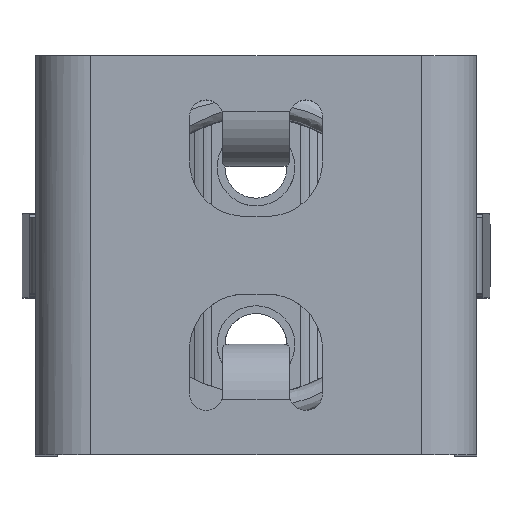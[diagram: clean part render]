
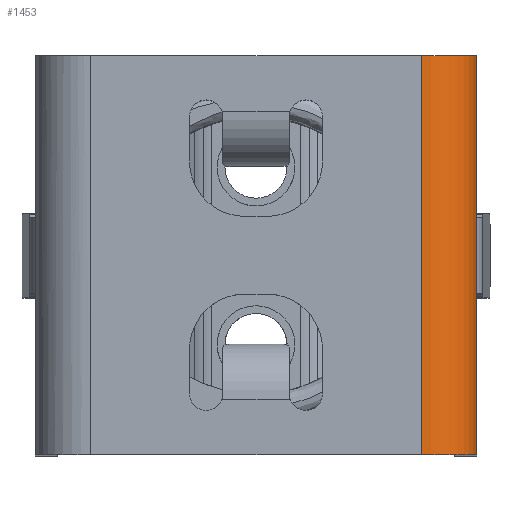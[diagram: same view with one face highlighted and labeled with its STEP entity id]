
A CAD part, top view. The second image highlights one B-rep face of the part: STEP entity #1453.
In plain terms, the highlighted cylindrical face has radius 2.5 mm (diameter 5 mm), a partial arc.
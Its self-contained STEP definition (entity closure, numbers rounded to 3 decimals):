
#1011=AXIS2_PLACEMENT_3D('Circle Axis2P3D',#1009,#1010,$) ;
#1433=AXIS2_PLACEMENT_3D('Cylinder Axis2P3D',#1430,#1431,#1432) ;
#1444=AXIS2_PLACEMENT_3D('Circle Axis2P3D',#1442,#1443,$) ;
#41=CARTESIAN_POINT('Vertex',(20.5,18.,39.12)) ;
#252=CARTESIAN_POINT('Line Origine',(20.5,9.,39.12)) ;
#256=CARTESIAN_POINT('Vertex',(20.5,0.,39.12)) ;
#1006=CARTESIAN_POINT('Vertex',(18.,18.,41.62)) ;
#1009=CARTESIAN_POINT('Axis2P3D Location',(18.,18.,39.12)) ;
#1430=CARTESIAN_POINT('Axis2P3D Location',(18.,9.,39.12)) ;
#1435=CARTESIAN_POINT('Line Origine',(18.,9.,41.62)) ;
#1439=CARTESIAN_POINT('Vertex',(18.,0.,41.62)) ;
#1442=CARTESIAN_POINT('Axis2P3D Location',(18.,0.,39.12)) ;
#253=DIRECTION('Vector Direction',(0.,-1.,0.)) ;
#1010=DIRECTION('Axis2P3D Direction',(0.,-1.,0.)) ;
#1431=DIRECTION('Axis2P3D Direction',(0.,-1.,0.)) ;
#1432=DIRECTION('Axis2P3D XDirection',(1.,0.,0.)) ;
#1436=DIRECTION('Vector Direction',(0.,-1.,0.)) ;
#1443=DIRECTION('Axis2P3D Direction',(0.,-1.,0.)) ;
#254=VECTOR('Line Direction',#253,1.) ;
#1437=VECTOR('Line Direction',#1436,1.) ;
#1448=ORIENTED_EDGE('',*,*,#1441,.T.) ;
#1449=ORIENTED_EDGE('',*,*,#1446,.F.) ;
#1450=ORIENTED_EDGE('',*,*,#258,.T.) ;
#1451=ORIENTED_EDGE('',*,*,#1013,.T.) ;
#1453=ADVANCED_FACE('V1.1',(#1452),#1434,.T.) ;
#1012=CIRCLE('generated circle',#1011,2.5) ;
#1445=CIRCLE('generated circle',#1444,2.5) ;
#1434=CYLINDRICAL_SURFACE('generated cylinder',#1433,2.5) ;
#258=EDGE_CURVE('',#257,#42,#255,.F.) ;
#1013=EDGE_CURVE('',#42,#1007,#1012,.T.) ;
#1441=EDGE_CURVE('',#1007,#1440,#1438,.T.) ;
#1446=EDGE_CURVE('',#257,#1440,#1445,.T.) ;
#1447=EDGE_LOOP('',(#1448,#1449,#1450,#1451)) ;
#1452=FACE_OUTER_BOUND('',#1447,.T.) ;
#255=LINE('Line',#252,#254) ;
#1438=LINE('Line',#1435,#1437) ;
#42=VERTEX_POINT('',#41) ;
#257=VERTEX_POINT('',#256) ;
#1007=VERTEX_POINT('',#1006) ;
#1440=VERTEX_POINT('',#1439) ;
